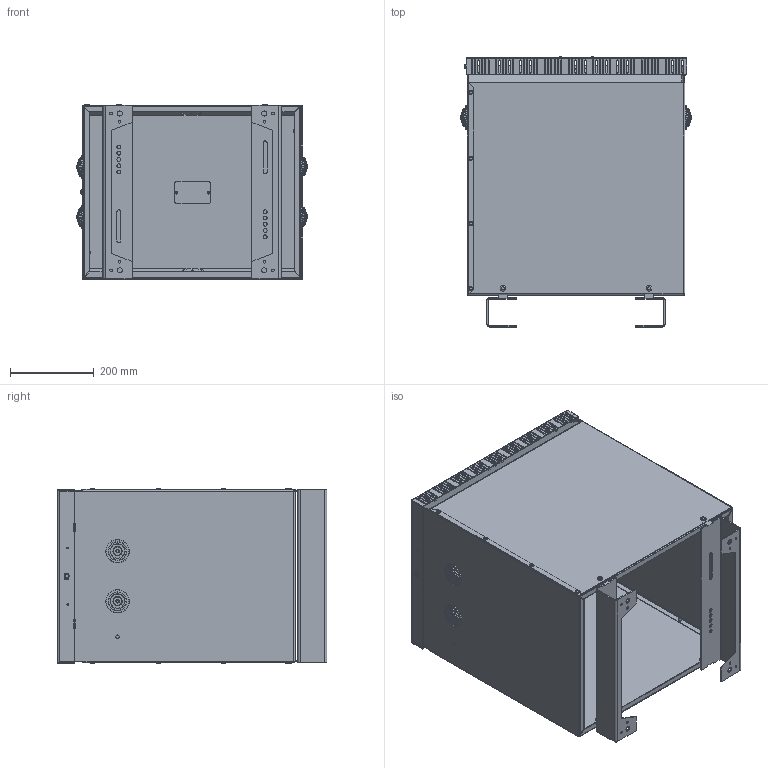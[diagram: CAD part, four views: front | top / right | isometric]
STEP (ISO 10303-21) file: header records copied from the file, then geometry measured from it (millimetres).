
FILE_DESCRIPTION(/* description */ (''),/* implementation_level */ '2;1');
FILE_NAME(/* name */ 'CAJ23RC70.stp',/* time_stamp */ '2023-12-18T12:26:22+01:00',/* author */ ('ops'),/* organization */ (''),/* preprocessor_version */ 'ST-DEVELOPER v16.13',/* originating_system */ 'Autodesk Inventor 2018',/* authorisation */ '');
FILE_SCHEMA (('AUTOMOTIVE_DESIGN { 1 0 10303 214 3 1 1 }'));
Length unit declared in the file: millimetre
Products named in the file (11): Ensamble caja IP23 RC70; Lateral caja RC70; CAJ23-RC70-1ED; Etiqueta de aluminio pequeña_buena; Pie_PN.CAJ.RC70_IP23.V0; Pasacables PG29; Blind Rivet GB/T 12615.1-2004 5 X 9.5; Blind Rivet GB/T 12615.1-2004 6.4 X 13.5; Blind Rivet GB/T 12615.1-2004 3.2 X 7.5; ANSI B18.22M - 5 N; DIN 933 - M5  x 7
Assembly tree (26 placements, depth 2):
  Ensamble caja IP23 RC70
    Lateral caja RC70  x2
    CAJ23-RC70-1ED
    Etiqueta de aluminio pequeña_buena
    Pie_PN.CAJ.RC70_IP23.V0  x2
    Pasacables PG29  x4
    Blind Rivet GB/T 12615.1-2004 5 X 9.5  x8
    Blind Rivet GB/T 12615.1-2004 6.4 X 13.5  x4
    Blind Rivet GB/T 12615.1-2004 3.2 X 7.5  x2
    ANSI B18.22M - 5 N
    DIN 933 - M5  x 7
Bounding box: 551 x 645.8 x 420.95 mm (x, y, z)
Volume: 2483364.7 mm3; surface area: 3098661.9 mm2
Topology: 26 solids, 26 shells, 1119 faces, 2828 edges, 1839 vertices
Faces by surface type: plane 626, cylinder 419, torus 42, cone 18, bspline 14
Full cylindrical faces by diameter (mm): 3.2 x2, 3.5 x16, 4 x2, 4.567 x1, 5 x11, 5.2 x16, 5.6 x1, 6 x8, 6.4 x4, 6.5 x4, 6.7 x1, 8 x6, 8.5 x4, 9 x14, 11 x1, 12 x4, 20 x4, 22 x4, 34 x4, 36 x4, 43 x4, 45 x4, 46.5 x4, 48 x4, 48.5 x4, 54 x4, 56 x4
Entity records: 25201 total; most frequent: CARTESIAN_POINT 4303, DIRECTION 4287, ORIENTED_EDGE 4046, EDGE_CURVE 2022, AXIS2_PLACEMENT_3D 1472, VERTEX_POINT 1362, LINE 1343, VECTOR 1343
